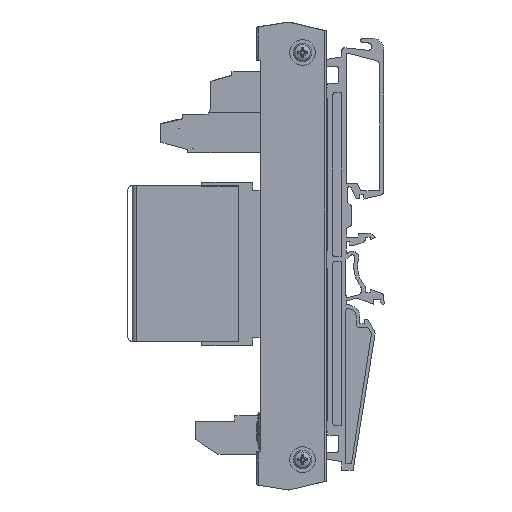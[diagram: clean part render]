
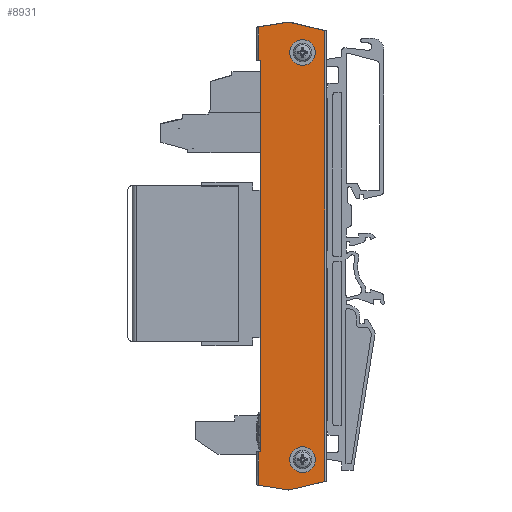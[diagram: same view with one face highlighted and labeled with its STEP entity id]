
A CAD part, left-side view. The second image highlights one B-rep face of the part: STEP entity #8931.
In plain terms, the highlighted face is planar.
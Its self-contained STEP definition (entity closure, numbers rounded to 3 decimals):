
#7766=CARTESIAN_POINT('',(77.772,-5.162,5.0));
#7767=VERTEX_POINT('',#7766);
#7768=CARTESIAN_POINT('',(74.272,-5.162,5.0));
#7769=DIRECTION('',(0.0,0.0,-1.0));
#7770=DIRECTION('',(-1.0,0.0,0.0));
#7771=AXIS2_PLACEMENT_3D('',#7768,#7769,#7770);
#7772=CIRCLE('',#7771,3.5);
#7773=EDGE_CURVE('',#7767,#7767,#7772,.T.);
#7854=CARTESIAN_POINT('',(-32.728,-5.162,5.0));
#7855=VERTEX_POINT('',#7854);
#7856=CARTESIAN_POINT('',(-36.228,-5.162,5.0));
#7857=DIRECTION('',(0.0,0.0,-1.0));
#7858=DIRECTION('',(-1.0,0.0,0.0));
#7859=AXIS2_PLACEMENT_3D('',#7856,#7857,#7858);
#7860=CIRCLE('',#7859,3.5);
#7861=EDGE_CURVE('',#7855,#7855,#7860,.T.);
#8626=CARTESIAN_POINT('',(-34.128,6.238,5.0));
#8627=VERTEX_POINT('',#8626);
#8634=CARTESIAN_POINT('',(72.172,6.238,5.0));
#8635=VERTEX_POINT('',#8634);
#8636=CARTESIAN_POINT('',(72.172,6.238,5.0));
#8637=DIRECTION('',(-1.0,0.0,0.0));
#8638=VECTOR('',#8637,106.3);
#8639=LINE('',#8636,#8638);
#8640=EDGE_CURVE('',#8635,#8627,#8639,.T.);
#8808=CARTESIAN_POINT('',(72.172,6.738,5.0));
#8809=VERTEX_POINT('',#8808);
#8810=CARTESIAN_POINT('',(72.172,6.738,5.0));
#8811=DIRECTION('',(0.0,-1.0,0.0));
#8812=VECTOR('',#8811,0.5);
#8813=LINE('',#8810,#8812);
#8814=EDGE_CURVE('',#8809,#8635,#8813,.T.);
#8839=CARTESIAN_POINT('',(-34.128,6.738,5.0));
#8840=VERTEX_POINT('',#8839);
#8848=CARTESIAN_POINT('',(-34.128,6.238,5.0));
#8849=DIRECTION('',(0.0,1.0,0.0));
#8850=VECTOR('',#8849,0.5);
#8851=LINE('',#8848,#8850);
#8852=EDGE_CURVE('',#8627,#8840,#8851,.T.);
#8861=CARTESIAN_POINT('',(19.022,-2.147,5.0));
#8862=DIRECTION('',(0.0,0.0,1.0));
#8863=DIRECTION('',(1.0,0.0,0.0));
#8864=AXIS2_PLACEMENT_3D('',#8861,#8862,#8863);
#8865=PLANE('',#8864);
#8866=ORIENTED_EDGE('',*,*,#8814,.T.);
#8867=ORIENTED_EDGE('',*,*,#8640,.T.);
#8868=ORIENTED_EDGE('',*,*,#8852,.T.);
#8869=CARTESIAN_POINT('',(-43.182,6.738,5.0));
#8870=VERTEX_POINT('',#8869);
#8871=CARTESIAN_POINT('',(-43.182,6.738,5.0));
#8872=DIRECTION('',(1.0,0.0,0.0));
#8873=VECTOR('',#8872,9.054);
#8874=LINE('',#8871,#8873);
#8875=EDGE_CURVE('',#8870,#8840,#8874,.T.);
#8876=ORIENTED_EDGE('',*,*,#8875,.F.);
#8877=CARTESIAN_POINT('',(-44.468,-1.425,5.0));
#8878=VERTEX_POINT('',#8877);
#8879=CARTESIAN_POINT('',(-44.468,-1.425,5.0));
#8880=DIRECTION('',(0.156,0.988,0.0));
#8881=VECTOR('',#8880,8.263);
#8882=LINE('',#8879,#8881);
#8883=EDGE_CURVE('',#8878,#8870,#8882,.T.);
#8884=ORIENTED_EDGE('',*,*,#8883,.F.);
#8885=CARTESIAN_POINT('',(-42.171,-11.162,5.0));
#8886=VERTEX_POINT('',#8885);
#8887=CARTESIAN_POINT('',(-42.171,-11.162,5.0));
#8888=DIRECTION('',(-0.23,0.973,0.0));
#8889=VECTOR('',#8888,10.005);
#8890=LINE('',#8887,#8889);
#8891=EDGE_CURVE('',#8886,#8878,#8890,.T.);
#8892=ORIENTED_EDGE('',*,*,#8891,.F.);
#8893=CARTESIAN_POINT('',(80.215,-11.162,5.0));
#8894=VERTEX_POINT('',#8893);
#8895=CARTESIAN_POINT('',(80.215,-11.162,5.0));
#8896=DIRECTION('',(-1.0,0.0,0.0));
#8897=VECTOR('',#8896,122.386);
#8898=LINE('',#8895,#8897);
#8899=EDGE_CURVE('',#8894,#8886,#8898,.T.);
#8900=ORIENTED_EDGE('',*,*,#8899,.F.);
#8901=CARTESIAN_POINT('',(82.512,-1.425,5.0));
#8902=VERTEX_POINT('',#8901);
#8903=CARTESIAN_POINT('',(82.512,-1.425,5.0));
#8904=DIRECTION('',(-0.23,-0.973,0.0));
#8905=VECTOR('',#8904,10.005);
#8906=LINE('',#8903,#8905);
#8907=EDGE_CURVE('',#8902,#8894,#8906,.T.);
#8908=ORIENTED_EDGE('',*,*,#8907,.F.);
#8909=CARTESIAN_POINT('',(81.226,6.738,5.0));
#8910=VERTEX_POINT('',#8909);
#8911=CARTESIAN_POINT('',(81.226,6.738,5.0));
#8912=DIRECTION('',(0.156,-0.988,0.0));
#8913=VECTOR('',#8912,8.263);
#8914=LINE('',#8911,#8913);
#8915=EDGE_CURVE('',#8910,#8902,#8914,.T.);
#8916=ORIENTED_EDGE('',*,*,#8915,.F.);
#8917=CARTESIAN_POINT('',(72.172,6.738,5.0));
#8918=DIRECTION('',(1.0,0.0,0.0));
#8919=VECTOR('',#8918,9.054);
#8920=LINE('',#8917,#8919);
#8921=EDGE_CURVE('',#8809,#8910,#8920,.T.);
#8922=ORIENTED_EDGE('',*,*,#8921,.F.);
#8923=EDGE_LOOP('',(#8866,#8867,#8868,#8876,#8884,#8892,#8900,#8908,#8916,#8922));
#8924=FACE_OUTER_BOUND('',#8923,.T.);
#8925=ORIENTED_EDGE('',*,*,#7773,.T.);
#8926=EDGE_LOOP('',(#8925));
#8927=FACE_BOUND('',#8926,.T.);
#8928=ORIENTED_EDGE('',*,*,#7861,.T.);
#8929=EDGE_LOOP('',(#8928));
#8930=FACE_BOUND('',#8929,.T.);
#8931=ADVANCED_FACE('',(#8924,#8927,#8930),#8865,.T.);
